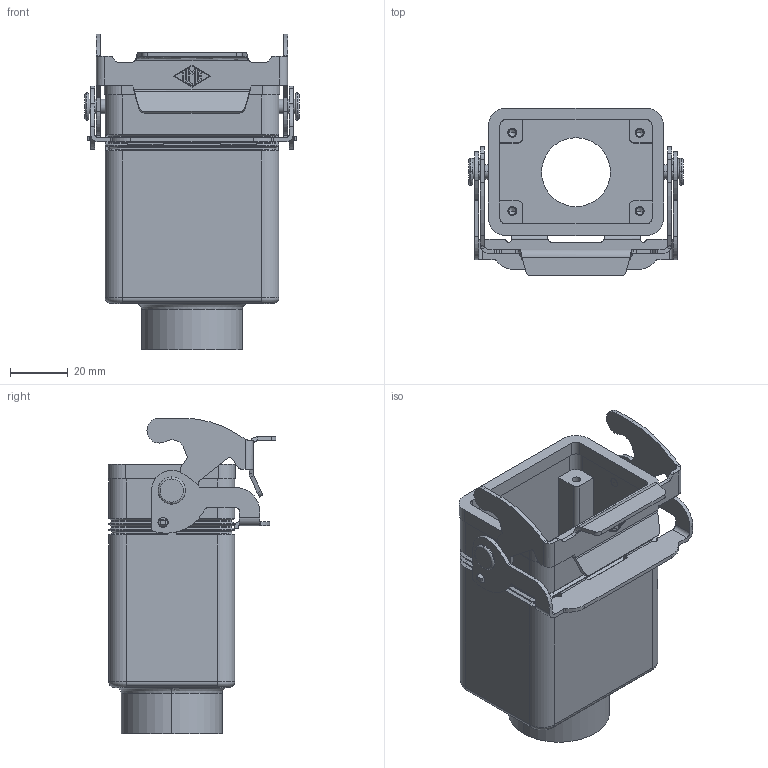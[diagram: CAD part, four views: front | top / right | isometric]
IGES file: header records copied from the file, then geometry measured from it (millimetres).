
Global section: file name: No Iges File Name specified; native system: AutoDesk Inventor R6.1; preprocessor: AutoDesk Inventor Iges Exporter R6.1; author: No Author specified; organization: No Organization specified; date: 20061219.100718; units: millimetre
Bounding box: 74 x 57.98 x 109 mm (x, y, z)
Volume: 77964.1 mm3; surface area: 46837.6 mm2
Topology: 2 solids, 2 shells, 494 faces, 1275 edges, 802 vertices
Faces by surface type: bspline 190, plane 155, cylinder 75, revolution 54, cone 12, torus 8
